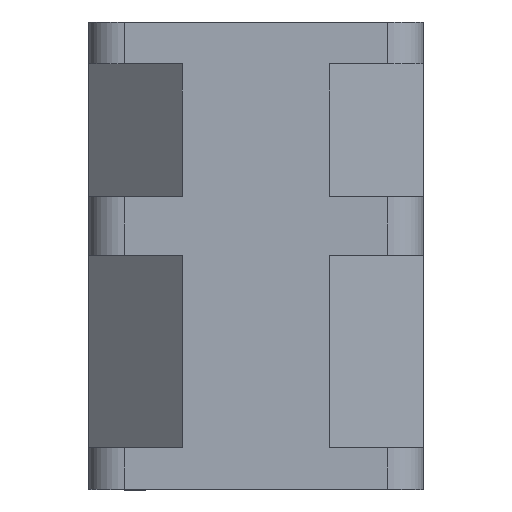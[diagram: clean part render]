
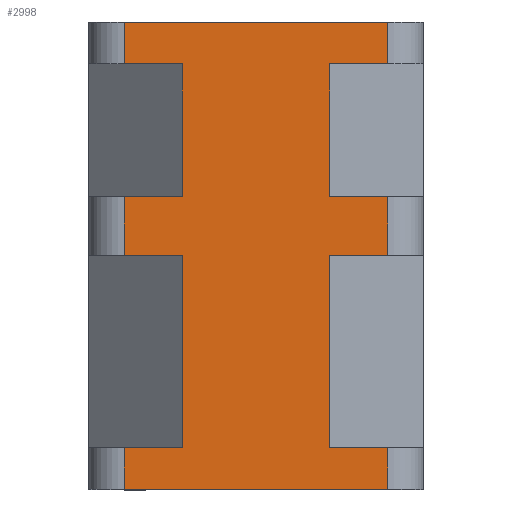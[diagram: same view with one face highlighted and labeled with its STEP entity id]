
A CAD part, top view. The second image highlights one B-rep face of the part: STEP entity #2998.
In plain terms, the highlighted face is planar.
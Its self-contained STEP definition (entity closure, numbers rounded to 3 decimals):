
#430=FACE_OUTER_BOUND('',#606,.T.);
#606=EDGE_LOOP('',(#2239,#2240,#2241,#2242,#2243,#2244,#2245,#2246,#2247,
#2248,#2249,#2250,#2251,#2252,#2253,#2254,#2255,#2256,#2257,#2258));
#705=LINE('',#4132,#929);
#709=LINE('',#4146,#933);
#715=LINE('',#4170,#939);
#716=LINE('',#4173,#940);
#724=LINE('',#4192,#948);
#737=LINE('',#4232,#961);
#739=LINE('',#4237,#963);
#747=LINE('',#4262,#971);
#750=LINE('',#4273,#974);
#806=LINE('',#4460,#1030);
#809=LINE('',#4471,#1033);
#815=LINE('',#4485,#1039);
#816=LINE('',#4487,#1040);
#827=LINE('',#4507,#1051);
#829=LINE('',#4512,#1053);
#837=LINE('',#4536,#1061);
#839=LINE('',#4545,#1063);
#841=LINE('',#4553,#1065);
#842=LINE('',#4556,#1066);
#843=LINE('',#4557,#1067);
#929=VECTOR('',#3397,10.);
#933=VECTOR('',#3409,10.);
#939=VECTOR('',#3437,10.);
#940=VECTOR('',#3440,10.);
#948=VECTOR('',#3460,10.);
#961=VECTOR('',#3495,10.);
#963=VECTOR('',#3499,10.);
#971=VECTOR('',#3523,10.);
#974=VECTOR('',#3534,10.);
#1030=VECTOR('',#3720,10.);
#1033=VECTOR('',#3731,10.);
#1039=VECTOR('',#3751,10.);
#1040=VECTOR('',#3754,10.);
#1051=VECTOR('',#3779,10.);
#1053=VECTOR('',#3783,10.);
#1061=VECTOR('',#3807,10.);
#1063=VECTOR('',#3817,10.);
#1065=VECTOR('',#3825,10.);
#1066=VECTOR('',#3828,10.);
#1067=VECTOR('',#3829,10.);
#1157=VERTEX_POINT('',#4129);
#1158=VERTEX_POINT('',#4131);
#1161=VERTEX_POINT('',#4139);
#1164=VERTEX_POINT('',#4144);
#1171=VERTEX_POINT('',#4168);
#1172=VERTEX_POINT('',#4172);
#1193=VERTEX_POINT('',#4229);
#1194=VERTEX_POINT('',#4234);
#1204=VERTEX_POINT('',#4261);
#1208=VERTEX_POINT('',#4271);
#1273=VERTEX_POINT('',#4457);
#1274=VERTEX_POINT('',#4459);
#1277=VERTEX_POINT('',#4467);
#1278=VERTEX_POINT('',#4469);
#1281=VERTEX_POINT('',#4505);
#1282=VERTEX_POINT('',#4509);
#1291=VERTEX_POINT('',#4535);
#1294=VERTEX_POINT('',#4543);
#1297=VERTEX_POINT('',#4551);
#1298=VERTEX_POINT('',#4555);
#1441=EDGE_CURVE('',#1158,#1157,#705,.T.);
#1448=EDGE_CURVE('',#1161,#1164,#709,.T.);
#1460=EDGE_CURVE('',#1164,#1171,#715,.T.);
#1461=EDGE_CURVE('',#1158,#1172,#716,.T.);
#1472=EDGE_CURVE('',#1172,#1171,#724,.T.);
#1493=EDGE_CURVE('',#1193,#1161,#737,.T.);
#1495=EDGE_CURVE('',#1194,#1157,#739,.T.);
#1507=EDGE_CURVE('',#1193,#1204,#747,.T.);
#1513=EDGE_CURVE('',#1208,#1194,#750,.T.);
#1606=EDGE_CURVE('',#1274,#1273,#806,.T.);
#1612=EDGE_CURVE('',#1277,#1278,#809,.T.);
#1619=EDGE_CURVE('',#1278,#1204,#815,.T.);
#1620=EDGE_CURVE('',#1274,#1208,#816,.T.);
#1631=EDGE_CURVE('',#1281,#1277,#827,.T.);
#1633=EDGE_CURVE('',#1282,#1273,#829,.T.);
#1645=EDGE_CURVE('',#1281,#1291,#837,.T.);
#1650=EDGE_CURVE('',#1294,#1282,#839,.T.);
#1654=EDGE_CURVE('',#1297,#1294,#841,.T.);
#1655=EDGE_CURVE('',#1297,#1298,#842,.T.);
#1656=EDGE_CURVE('',#1291,#1298,#843,.T.);
#2239=ORIENTED_EDGE('',*,*,#1654,.F.);
#2240=ORIENTED_EDGE('',*,*,#1655,.T.);
#2241=ORIENTED_EDGE('',*,*,#1656,.F.);
#2242=ORIENTED_EDGE('',*,*,#1645,.F.);
#2243=ORIENTED_EDGE('',*,*,#1631,.T.);
#2244=ORIENTED_EDGE('',*,*,#1612,.T.);
#2245=ORIENTED_EDGE('',*,*,#1619,.T.);
#2246=ORIENTED_EDGE('',*,*,#1507,.F.);
#2247=ORIENTED_EDGE('',*,*,#1493,.T.);
#2248=ORIENTED_EDGE('',*,*,#1448,.T.);
#2249=ORIENTED_EDGE('',*,*,#1460,.T.);
#2250=ORIENTED_EDGE('',*,*,#1472,.F.);
#2251=ORIENTED_EDGE('',*,*,#1461,.F.);
#2252=ORIENTED_EDGE('',*,*,#1441,.T.);
#2253=ORIENTED_EDGE('',*,*,#1495,.F.);
#2254=ORIENTED_EDGE('',*,*,#1513,.F.);
#2255=ORIENTED_EDGE('',*,*,#1620,.F.);
#2256=ORIENTED_EDGE('',*,*,#1606,.T.);
#2257=ORIENTED_EDGE('',*,*,#1633,.F.);
#2258=ORIENTED_EDGE('',*,*,#1650,.F.);
#2748=PLANE('',#3270);
#2998=ADVANCED_FACE('',(#430),#2748,.T.);
#3270=AXIS2_PLACEMENT_3D('',#4554,#3826,#3827);
#3397=DIRECTION('',(-1.,0.,0.));
#3409=DIRECTION('',(-1.,0.,0.));
#3437=DIRECTION('',(0.,0.,1.));
#3440=DIRECTION('',(0.,0.,1.));
#3460=DIRECTION('',(-1.,0.,0.));
#3495=DIRECTION('',(0.,0.,1.));
#3499=DIRECTION('',(0.,0.,1.));
#3523=DIRECTION('',(-1.,0.,0.));
#3534=DIRECTION('',(-1.,0.,0.));
#3720=DIRECTION('',(-1.,0.,0.));
#3731=DIRECTION('',(-1.,0.,0.));
#3751=DIRECTION('',(0.,0.,1.));
#3754=DIRECTION('',(0.,0.,1.));
#3779=DIRECTION('',(0.,0.,1.));
#3783=DIRECTION('',(0.,0.,1.));
#3807=DIRECTION('',(-1.,0.,0.));
#3817=DIRECTION('',(-1.,0.,0.));
#3825=DIRECTION('',(0.,0.,1.));
#3826=DIRECTION('center_axis',(0.,1.,0.));
#3827=DIRECTION('ref_axis',(-1.,0.,0.));
#3828=DIRECTION('',(-1.,0.,0.));
#3829=DIRECTION('',(0.,0.,-1.));
#4129=CARTESIAN_POINT('',(28.8,40.,50.9));
#4131=CARTESIAN_POINT('',(35.75,40.,50.9));
#4132=CARTESIAN_POINT('',(35.75,40.,50.9));
#4139=CARTESIAN_POINT('',(11.2,40.,50.9));
#4144=CARTESIAN_POINT('',(4.25,40.,50.9));
#4146=CARTESIAN_POINT('',(35.75,40.,50.9));
#4168=CARTESIAN_POINT('',(4.25,40.,55.9));
#4170=CARTESIAN_POINT('',(4.25,40.,50.9));
#4172=CARTESIAN_POINT('',(35.75,40.,55.9));
#4173=CARTESIAN_POINT('',(35.75,40.,50.9));
#4192=CARTESIAN_POINT('',(35.75,40.,55.9));
#4229=CARTESIAN_POINT('',(11.2,40.,27.9));
#4232=CARTESIAN_POINT('',(11.2,40.,27.9));
#4234=CARTESIAN_POINT('',(28.8,40.,27.9));
#4237=CARTESIAN_POINT('',(28.8,40.,27.9));
#4261=CARTESIAN_POINT('',(4.25,40.,27.9));
#4262=CARTESIAN_POINT('',(35.75,40.,27.9));
#4271=CARTESIAN_POINT('',(35.75,40.,27.9));
#4273=CARTESIAN_POINT('',(35.75,40.,27.9));
#4457=CARTESIAN_POINT('',(28.8,40.,20.9));
#4459=CARTESIAN_POINT('',(35.75,40.,20.9));
#4460=CARTESIAN_POINT('',(35.75,40.,20.9));
#4467=CARTESIAN_POINT('',(11.2,40.,20.9));
#4469=CARTESIAN_POINT('',(4.25,40.,20.9));
#4471=CARTESIAN_POINT('',(35.75,40.,20.9));
#4485=CARTESIAN_POINT('',(4.25,40.,20.9));
#4487=CARTESIAN_POINT('',(35.75,40.,20.9));
#4505=CARTESIAN_POINT('',(11.2,40.,5.));
#4507=CARTESIAN_POINT('',(11.2,40.,5.));
#4509=CARTESIAN_POINT('',(28.8,40.,5.));
#4512=CARTESIAN_POINT('',(28.8,40.,5.));
#4535=CARTESIAN_POINT('',(4.25,40.,5.));
#4536=CARTESIAN_POINT('',(40.,40.,5.));
#4543=CARTESIAN_POINT('',(35.75,40.,5.));
#4545=CARTESIAN_POINT('',(40.,40.,5.));
#4551=CARTESIAN_POINT('',(35.75,40.,0.));
#4553=CARTESIAN_POINT('',(35.75,40.,0.));
#4554=CARTESIAN_POINT('Origin',(40.,40.,0.));
#4555=CARTESIAN_POINT('',(4.25,40.,0.));
#4556=CARTESIAN_POINT('',(40.,40.,0.));
#4557=CARTESIAN_POINT('',(4.25,40.,0.));
